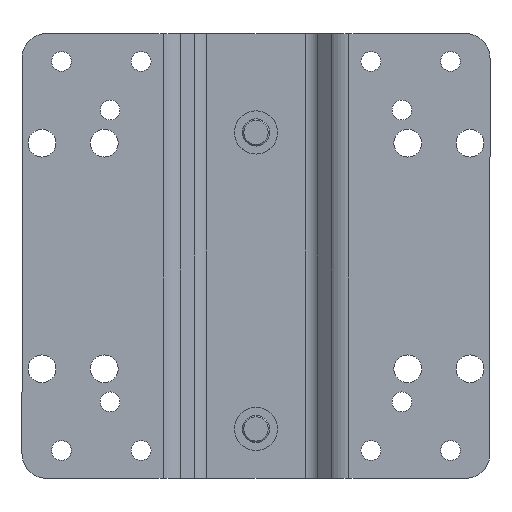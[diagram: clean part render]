
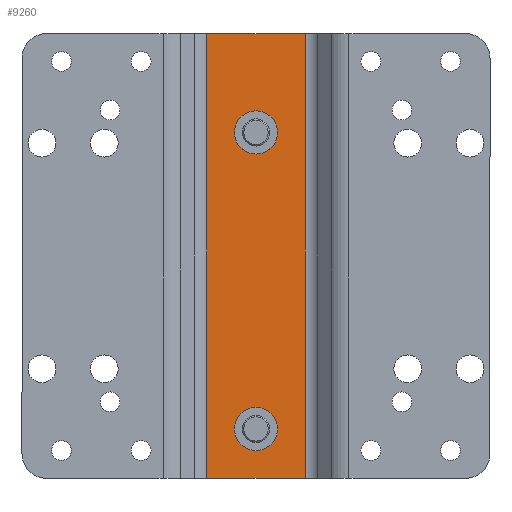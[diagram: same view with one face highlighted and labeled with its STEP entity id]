
A CAD part, top view. The second image highlights one B-rep face of the part: STEP entity #9260.
In plain terms, the highlighted planar face has unit normal (0, 0, 1).
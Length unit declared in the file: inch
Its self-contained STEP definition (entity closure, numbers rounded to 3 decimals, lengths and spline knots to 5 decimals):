
#45 = DIRECTION ( 'NONE',  ( -1., 0., 0. ) ) ;
#108 = DIRECTION ( 'NONE',  ( -1., 0., 0. ) ) ;
#113 = DIRECTION ( 'NONE',  ( 0., 0., -1. ) ) ;
#244 = CIRCLE ( 'NONE', #427, 0.21875 ) ;
#427 = AXIS2_PLACEMENT_3D ( 'NONE', #1376, #2705, #45 ) ;
#573 = DIRECTION ( 'NONE',  ( 1., 0., 0. ) ) ;
#1093 = AXIS2_PLACEMENT_3D ( 'NONE', #12078, #3169, #5739 ) ;
#1173 = CARTESIAN_POINT ( 'NONE',  ( -0.5, 6.99792, 10.2075 ) ) ;
#1376 = CARTESIAN_POINT ( 'NONE',  ( 0., -1.75, 10.2075 ) ) ;
#1650 = EDGE_CURVE ( 'NONE', #5103, #14648, #4710, .T. ) ;
#1787 = CARTESIAN_POINT ( 'NONE',  ( 0.5, -2.25, 10.2075 ) ) ;
#1850 = EDGE_CURVE ( 'NONE', #9022, #9200, #14051, .T. ) ;
#1855 = CIRCLE ( 'NONE', #7256, 0.21875 ) ;
#2309 = VECTOR ( 'NONE', #5490, 39.37008 ) ;
#2430 = EDGE_LOOP ( 'NONE', ( #15162, #6890 ) ) ;
#2538 = PLANE ( 'NONE',  #7980 ) ;
#2641 = DIRECTION ( 'NONE',  ( -1., 0., 0. ) ) ;
#2705 = DIRECTION ( 'NONE',  ( 0., 0., 1. ) ) ;
#2822 = DIRECTION ( 'NONE',  ( 0., 0., 1. ) ) ;
#2838 = DIRECTION ( 'NONE',  ( -1., 0., 0. ) ) ;
#3169 = DIRECTION ( 'NONE',  ( 0., 0., 1. ) ) ;
#3271 = ORIENTED_EDGE ( 'NONE', *, *, #11230, .F. ) ;
#3312 = VECTOR ( 'NONE', #4893, 39.37008 ) ;
#3487 = ORIENTED_EDGE ( 'NONE', *, *, #13238, .F. ) ;
#3980 = CARTESIAN_POINT ( 'NONE',  ( -0.5, 6.99792, 10.2075 ) ) ;
#4173 = VECTOR ( 'NONE', #573, 39.37008 ) ;
#4658 = ORIENTED_EDGE ( 'NONE', *, *, #5047, .T. ) ;
#4710 = CIRCLE ( 'NONE', #1093, 0.21875 ) ;
#4781 = CARTESIAN_POINT ( 'NONE',  ( 0.21875, 1.25, 10.2075 ) ) ;
#4893 = DIRECTION ( 'NONE',  ( 0., -1., 0. ) ) ;
#5047 = EDGE_CURVE ( 'NONE', #14983, #9200, #11682, .T. ) ;
#5103 = VERTEX_POINT ( 'NONE', #4781 ) ;
#5454 = DIRECTION ( 'NONE',  ( 0., 0., 1. ) ) ;
#5490 = DIRECTION ( 'NONE',  ( 0., -1., 0. ) ) ;
#5709 = LINE ( 'NONE', #15510, #2309 ) ;
#5739 = DIRECTION ( 'NONE',  ( -1., 0., 0. ) ) ;
#5912 = VERTEX_POINT ( 'NONE', #9953 ) ;
#6009 = EDGE_CURVE ( 'NONE', #9238, #9022, #5709, .T. ) ;
#6375 = CARTESIAN_POINT ( 'NONE',  ( -0.5, -2.25, 10.2075 ) ) ;
#6429 = CARTESIAN_POINT ( 'NONE',  ( -0.5, -2.25, 10.2075 ) ) ;
#6890 = ORIENTED_EDGE ( 'NONE', *, *, #1650, .F. ) ;
#7256 = AXIS2_PLACEMENT_3D ( 'NONE', #13086, #5454, #2838 ) ;
#7393 = EDGE_CURVE ( 'NONE', #14648, #5103, #1855, .T. ) ;
#7580 = VERTEX_POINT ( 'NONE', #15770 ) ;
#7808 = FACE_BOUND ( 'NONE', #13429, .T. ) ;
#7980 = AXIS2_PLACEMENT_3D ( 'NONE', #3980, #113, #2641 ) ;
#8515 = EDGE_CURVE ( 'NONE', #7580, #5912, #244, .T. ) ;
#8571 = AXIS2_PLACEMENT_3D ( 'NONE', #10460, #2822, #11845 ) ;
#8707 = CIRCLE ( 'NONE', #8571, 0.21875 ) ;
#9022 = VERTEX_POINT ( 'NONE', #1787 ) ;
#9200 = VERTEX_POINT ( 'NONE', #6375 ) ;
#9238 = VERTEX_POINT ( 'NONE', #15248 ) ;
#9260 = ADVANCED_FACE ( 'NONE', ( #13784, #12587, #7808 ), #2538, .F. ) ;
#9715 = VECTOR ( 'NONE', #108, 39.37008 ) ;
#9953 = CARTESIAN_POINT ( 'NONE',  ( 0.21875, -1.75, 10.2075 ) ) ;
#10460 = CARTESIAN_POINT ( 'NONE',  ( 0., -1.75, 10.2075 ) ) ;
#10861 = EDGE_LOOP ( 'NONE', ( #3271, #4658, #11610, #13942 ) ) ;
#11230 = EDGE_CURVE ( 'NONE', #14983, #9238, #11746, .T. ) ;
#11271 = CARTESIAN_POINT ( 'NONE',  ( -0.5, 2.25, 10.2075 ) ) ;
#11610 = ORIENTED_EDGE ( 'NONE', *, *, #1850, .F. ) ;
#11682 = LINE ( 'NONE', #1173, #3312 ) ;
#11746 = LINE ( 'NONE', #12128, #4173 ) ;
#11845 = DIRECTION ( 'NONE',  ( -1., 0., 0. ) ) ;
#12078 = CARTESIAN_POINT ( 'NONE',  ( 0., 1.25, 10.2075 ) ) ;
#12128 = CARTESIAN_POINT ( 'NONE',  ( -0.5, 2.25, 10.2075 ) ) ;
#12587 = FACE_OUTER_BOUND ( 'NONE', #10861, .T. ) ;
#12753 = ORIENTED_EDGE ( 'NONE', *, *, #8515, .F. ) ;
#13086 = CARTESIAN_POINT ( 'NONE',  ( 0., 1.25, 10.2075 ) ) ;
#13238 = EDGE_CURVE ( 'NONE', #5912, #7580, #8707, .T. ) ;
#13429 = EDGE_LOOP ( 'NONE', ( #12753, #3487 ) ) ;
#13784 = FACE_BOUND ( 'NONE', #2430, .T. ) ;
#13941 = CARTESIAN_POINT ( 'NONE',  ( -0.21875, 1.25, 10.2075 ) ) ;
#13942 = ORIENTED_EDGE ( 'NONE', *, *, #6009, .F. ) ;
#14051 = LINE ( 'NONE', #6429, #9715 ) ;
#14648 = VERTEX_POINT ( 'NONE', #13941 ) ;
#14983 = VERTEX_POINT ( 'NONE', #11271 ) ;
#15162 = ORIENTED_EDGE ( 'NONE', *, *, #7393, .F. ) ;
#15248 = CARTESIAN_POINT ( 'NONE',  ( 0.5, 2.25, 10.2075 ) ) ;
#15510 = CARTESIAN_POINT ( 'NONE',  ( 0.5, 6.99792, 10.2075 ) ) ;
#15770 = CARTESIAN_POINT ( 'NONE',  ( -0.21875, -1.75, 10.2075 ) ) ;
